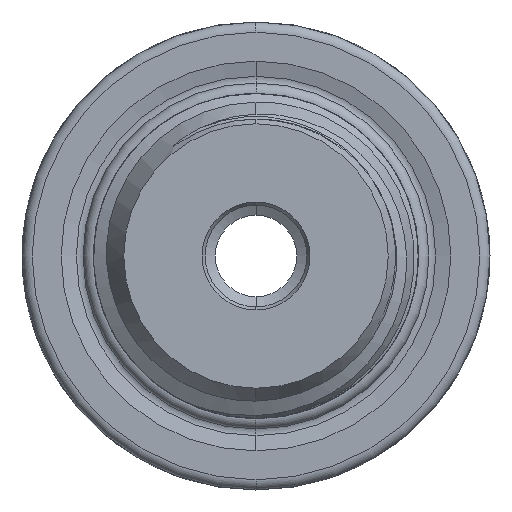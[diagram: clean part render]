
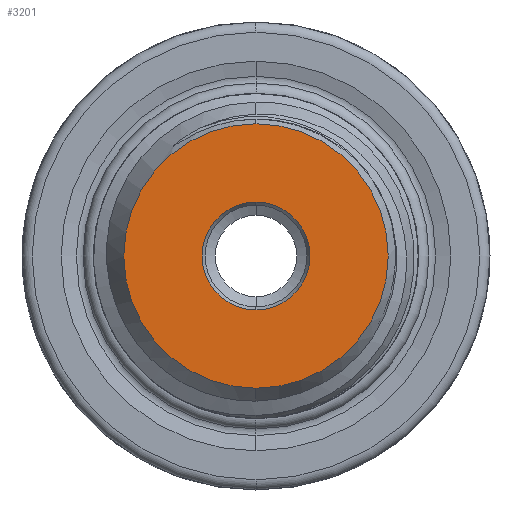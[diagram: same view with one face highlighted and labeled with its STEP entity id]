
A CAD part, left-side view. The second image highlights one B-rep face of the part: STEP entity #3201.
In plain terms, the highlighted planar face has unit normal (-1, 0, 0).
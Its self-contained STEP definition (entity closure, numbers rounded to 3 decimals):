
#272 = CARTESIAN_POINT ( 'NONE',  ( 0., 0., -6.5 ) ) ;
#554 = ORIENTED_EDGE ( 'NONE', *, *, #1724, .T. ) ;
#965 = PLANE ( 'NONE',  #1092 ) ;
#1092 = AXIS2_PLACEMENT_3D ( 'NONE', #1976, #2872, #3291 ) ;
#1217 = DIRECTION ( 'NONE',  ( -1., 0., 0. ) ) ;
#1322 = CIRCLE ( 'NONE', #1513, 6.5 ) ;
#1485 = DIRECTION ( 'NONE',  ( -1., 0., 0. ) ) ;
#1495 = ORIENTED_EDGE ( 'NONE', *, *, #4839, .T. ) ;
#1513 = AXIS2_PLACEMENT_3D ( 'NONE', #2584, #1217, #3121 ) ;
#1612 = CARTESIAN_POINT ( 'NONE',  ( 0., 0., 6.5 ) ) ;
#1672 = AXIS2_PLACEMENT_3D ( 'NONE', #5952, #1485, #3032 ) ;
#1724 = EDGE_CURVE ( 'NONE', #4959, #5460, #1322, .T. ) ;
#1818 = EDGE_CURVE ( 'NONE', #4045, #1958, #4444, .T. ) ;
#1958 = VERTEX_POINT ( 'NONE', #4224 ) ;
#1976 = CARTESIAN_POINT ( 'NONE',  ( 0., 0., 0. ) ) ;
#2362 = FACE_OUTER_BOUND ( 'NONE', #2366, .T. ) ;
#2366 = EDGE_LOOP ( 'NONE', ( #554, #1495 ) ) ;
#2513 = AXIS2_PLACEMENT_3D ( 'NONE', #5823, #3333, #5382 ) ;
#2584 = CARTESIAN_POINT ( 'NONE',  ( 0., 0., 0. ) ) ;
#2860 = DIRECTION ( 'NONE',  ( -1., 0., 0. ) ) ;
#2872 = DIRECTION ( 'NONE',  ( 1., 0., 0. ) ) ;
#3032 = DIRECTION ( 'NONE',  ( 0., 0., 1. ) ) ;
#3040 = AXIS2_PLACEMENT_3D ( 'NONE', #5290, #2860, #5741 ) ;
#3121 = DIRECTION ( 'NONE',  ( 0., 0., 1. ) ) ;
#3201 = ADVANCED_FACE ( 'NONE', ( #2362, #3346 ), #965, .F. ) ;
#3291 = DIRECTION ( 'NONE',  ( 0., 0., -1. ) ) ;
#3333 = DIRECTION ( 'NONE',  ( -1., 0., 0. ) ) ;
#3346 = FACE_BOUND ( 'NONE', #5209, .T. ) ;
#3881 = EDGE_CURVE ( 'NONE', #1958, #4045, #5210, .T. ) ;
#3972 = CIRCLE ( 'NONE', #1672, 6.5 ) ;
#4045 = VERTEX_POINT ( 'NONE', #4700 ) ;
#4224 = CARTESIAN_POINT ( 'NONE',  ( 0., 0., 2.65 ) ) ;
#4444 = CIRCLE ( 'NONE', #2513, 2.65 ) ;
#4700 = CARTESIAN_POINT ( 'NONE',  ( 0., 0., -2.65 ) ) ;
#4839 = EDGE_CURVE ( 'NONE', #5460, #4959, #3972, .T. ) ;
#4959 = VERTEX_POINT ( 'NONE', #272 ) ;
#5209 = EDGE_LOOP ( 'NONE', ( #5495, #5499 ) ) ;
#5210 = CIRCLE ( 'NONE', #3040, 2.65 ) ;
#5290 = CARTESIAN_POINT ( 'NONE',  ( 0., 0., 0. ) ) ;
#5382 = DIRECTION ( 'NONE',  ( 0., 0., 1. ) ) ;
#5460 = VERTEX_POINT ( 'NONE', #1612 ) ;
#5495 = ORIENTED_EDGE ( 'NONE', *, *, #3881, .F. ) ;
#5499 = ORIENTED_EDGE ( 'NONE', *, *, #1818, .F. ) ;
#5741 = DIRECTION ( 'NONE',  ( 0., 0., 1. ) ) ;
#5823 = CARTESIAN_POINT ( 'NONE',  ( 0., 0., 0. ) ) ;
#5952 = CARTESIAN_POINT ( 'NONE',  ( 0., 0., 0. ) ) ;
